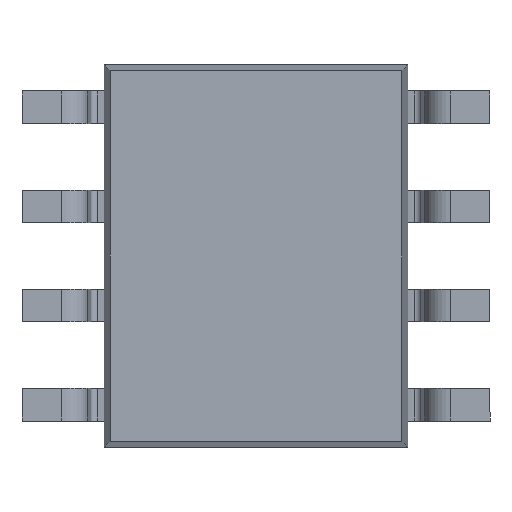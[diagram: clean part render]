
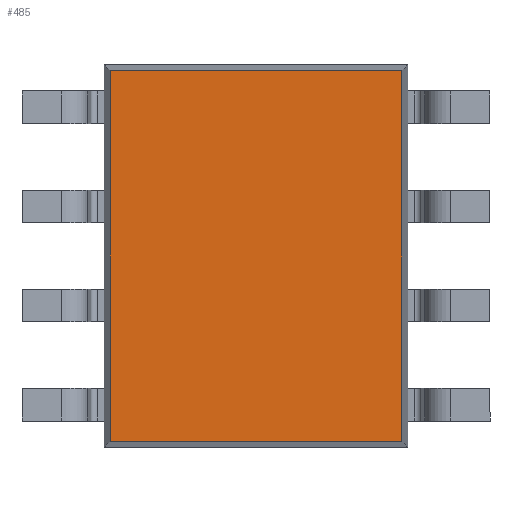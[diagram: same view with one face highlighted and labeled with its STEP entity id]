
A CAD part, front view. The second image highlights one B-rep face of the part: STEP entity #485.
In plain terms, the highlighted planar face has unit normal (0, -1, 0).
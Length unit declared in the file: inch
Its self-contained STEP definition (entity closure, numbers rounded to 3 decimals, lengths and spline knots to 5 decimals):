
#232 = CARTESIAN_POINT ( 'NONE',  ( -0.07349, 0.01, 0.0965 ) ) ;
#284 = FACE_OUTER_BOUND ( 'NONE', #3529, .T. ) ;
#292 = CARTESIAN_POINT ( 'NONE',  ( 0.07349, 0.01, 0.09349 ) ) ;
#300 = ORIENTED_EDGE ( 'NONE', *, *, #2040, .T. ) ;
#485 = ADVANCED_FACE ( 'NONE', ( #284 ), #3076, .T. ) ;
#748 = VERTEX_POINT ( 'NONE', #1740 ) ;
#892 = DIRECTION ( 'NONE',  ( 0., 0., -1. ) ) ;
#903 = DIRECTION ( 'NONE',  ( 1., 0., 0. ) ) ;
#1104 = EDGE_CURVE ( 'NONE', #748, #2513, #3912, .T. ) ;
#1199 = EDGE_CURVE ( 'NONE', #2704, #1815, #3055, .T. ) ;
#1218 = VECTOR ( 'NONE', #1734, 39.37008 ) ;
#1245 = CARTESIAN_POINT ( 'NONE',  ( 0.07349, 0.01, -0.0965 ) ) ;
#1537 = DIRECTION ( 'NONE',  ( 0., -1., 0. ) ) ;
#1592 = AXIS2_PLACEMENT_3D ( 'NONE', #3064, #1537, #1855 ) ;
#1686 = VECTOR ( 'NONE', #3768, 39.37008 ) ;
#1734 = DIRECTION ( 'NONE',  ( -1., 0., 0. ) ) ;
#1740 = CARTESIAN_POINT ( 'NONE',  ( -0.07349, 0.01, 0.09349 ) ) ;
#1815 = VERTEX_POINT ( 'NONE', #292 ) ;
#1855 = DIRECTION ( 'NONE',  ( 1., 0., 0. ) ) ;
#2040 = EDGE_CURVE ( 'NONE', #1815, #748, #2049, .T. ) ;
#2049 = LINE ( 'NONE', #3281, #1218 ) ;
#2160 = CARTESIAN_POINT ( 'NONE',  ( -0.0765, 0.01, -0.09349 ) ) ;
#2511 = ORIENTED_EDGE ( 'NONE', *, *, #1199, .T. ) ;
#2513 = VERTEX_POINT ( 'NONE', #3677 ) ;
#2704 = VERTEX_POINT ( 'NONE', #3453 ) ;
#2947 = EDGE_CURVE ( 'NONE', #2513, #2704, #2981, .T. ) ;
#2981 = LINE ( 'NONE', #2160, #3342 ) ;
#3055 = LINE ( 'NONE', #1245, #1686 ) ;
#3057 = VECTOR ( 'NONE', #892, 39.37008 ) ;
#3064 = CARTESIAN_POINT ( 'NONE',  ( 0., 0.01, 0. ) ) ;
#3076 = PLANE ( 'NONE',  #1592 ) ;
#3099 = ORIENTED_EDGE ( 'NONE', *, *, #2947, .T. ) ;
#3281 = CARTESIAN_POINT ( 'NONE',  ( 0.0765, 0.01, 0.09349 ) ) ;
#3287 = ORIENTED_EDGE ( 'NONE', *, *, #1104, .T. ) ;
#3342 = VECTOR ( 'NONE', #903, 39.37008 ) ;
#3453 = CARTESIAN_POINT ( 'NONE',  ( 0.07349, 0.01, -0.09349 ) ) ;
#3529 = EDGE_LOOP ( 'NONE', ( #2511, #300, #3287, #3099 ) ) ;
#3677 = CARTESIAN_POINT ( 'NONE',  ( -0.07349, 0.01, -0.09349 ) ) ;
#3768 = DIRECTION ( 'NONE',  ( 0., 0., 1. ) ) ;
#3912 = LINE ( 'NONE', #232, #3057 ) ;
